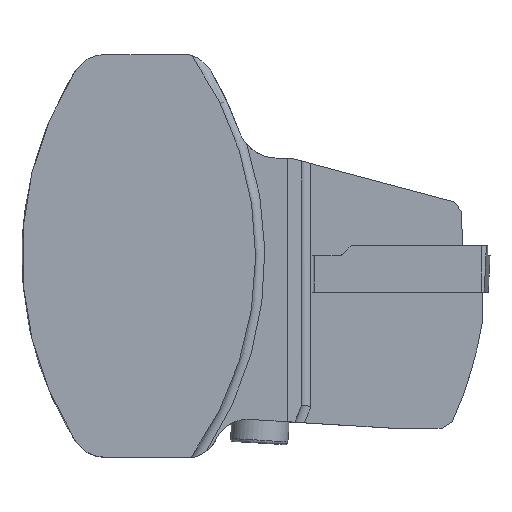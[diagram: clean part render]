
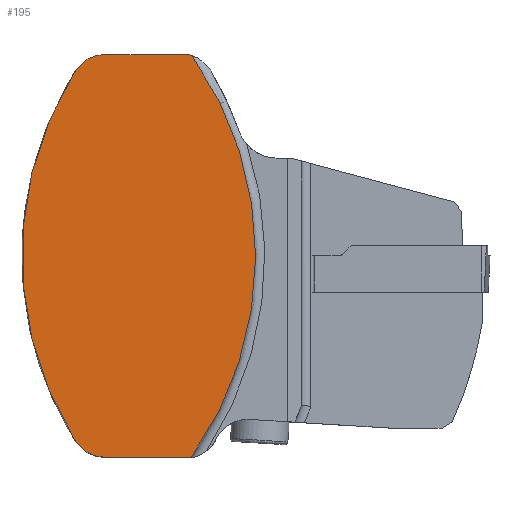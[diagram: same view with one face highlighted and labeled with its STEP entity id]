
A CAD part, top view. The second image highlights one B-rep face of the part: STEP entity #195.
In plain terms, the highlighted planar face has unit normal (0, 0, 1).
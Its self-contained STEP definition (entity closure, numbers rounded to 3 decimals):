
#195=ADVANCED_FACE('',(#327),#258,.T.);
#258=PLANE('',#1740);
#327=FACE_OUTER_BOUND('',#404,.T.);
#404=EDGE_LOOP('',(#738,#739,#740,#741,#742,#743,#744));
#459=CIRCLE('',#1669,60.25);
#461=CIRCLE('',#1672,60.25);
#464=CIRCLE('',#1677,6.5);
#466=CIRCLE('',#1680,6.);
#468=CIRCLE('',#1683,6.);
#738=ORIENTED_EDGE('',*,*,#1092,.F.);
#739=ORIENTED_EDGE('',*,*,#1102,.F.);
#740=ORIENTED_EDGE('',*,*,#1110,.T.);
#741=ORIENTED_EDGE('',*,*,#1097,.T.);
#742=ORIENTED_EDGE('',*,*,#1116,.F.);
#743=ORIENTED_EDGE('',*,*,#1104,.T.);
#744=ORIENTED_EDGE('',*,*,#1114,.F.);
#950=VERTEX_POINT('',#2323);
#951=VERTEX_POINT('',#2325);
#955=VERTEX_POINT('',#2347);
#956=VERTEX_POINT('',#2348);
#959=VERTEX_POINT('',#2356);
#961=VERTEX_POINT('',#2362);
#962=VERTEX_POINT('',#2363);
#1092=EDGE_CURVE('',#950,#951,#1305,.T.);
#1097=EDGE_CURVE('',#955,#956,#1309,.T.);
#1102=EDGE_CURVE('',#959,#950,#459,.T.);
#1104=EDGE_CURVE('',#961,#962,#461,.T.);
#1110=EDGE_CURVE('',#959,#955,#464,.T.);
#1114=EDGE_CURVE('',#951,#962,#466,.T.);
#1116=EDGE_CURVE('',#961,#956,#468,.T.);
#1305=LINE('',#2324,#1447);
#1309=LINE('',#2346,#1451);
#1447=VECTOR('',#1840,1.);
#1451=VECTOR('',#1846,1.);
#1669=AXIS2_PLACEMENT_3D('',#2358,#1853,#1854);
#1672=AXIS2_PLACEMENT_3D('',#2361,#1859,#1860);
#1677=AXIS2_PLACEMENT_3D('',#2374,#1871,#1872);
#1680=AXIS2_PLACEMENT_3D('',#2399,#1878,#1879);
#1683=AXIS2_PLACEMENT_3D('',#2402,#1884,#1885);
#1740=AXIS2_PLACEMENT_3D('',#2600,#2053,#2054);
#1840=DIRECTION('',(-1.,0.,0.));
#1846=DIRECTION('',(-1.,0.,0.));
#1853=DIRECTION('',(0.,0.,-1.));
#1854=DIRECTION('',(1.,0.,0.));
#1859=DIRECTION('',(0.,0.,1.));
#1860=DIRECTION('',(1.,0.,0.));
#1871=DIRECTION('',(0.,0.,1.));
#1872=DIRECTION('',(1.,0.,0.));
#1878=DIRECTION('',(0.,0.,-1.));
#1879=DIRECTION('',(1.,0.,0.));
#1884=DIRECTION('',(0.,0.,-1.));
#1885=DIRECTION('',(1.,0.,0.));
#2053=DIRECTION('',(0.,0.,1.));
#2054=DIRECTION('',(1.,0.,0.));
#2323=CARTESIAN_POINT('',(9.041,-35.,0.));
#2324=CARTESIAN_POINT('',(-20.4,-35.,0.));
#2325=CARTESIAN_POINT('',(-5.998,-35.,0.));
#2346=CARTESIAN_POINT('',(-20.4,35.,0.));
#2347=CARTESIAN_POINT('',(8.6,35.,0.));
#2348=CARTESIAN_POINT('',(-5.998,35.,0.));
#2356=CARTESIAN_POINT('',(9.163,34.83,0.));
#2358=CARTESIAN_POINT('',(-40.,0.,0.));
#2361=CARTESIAN_POINT('',(39.85,0.,0.));
#2362=CARTESIAN_POINT('',(-11.069,32.207,0.));
#2363=CARTESIAN_POINT('',(-11.069,-32.207,0.));
#2374=CARTESIAN_POINT('',(7.,28.7,0.));
#2399=CARTESIAN_POINT('',(-5.998,-29.,0.));
#2402=CARTESIAN_POINT('',(-5.998,29.,0.));
#2600=CARTESIAN_POINT('',(0.,0.,0.));
